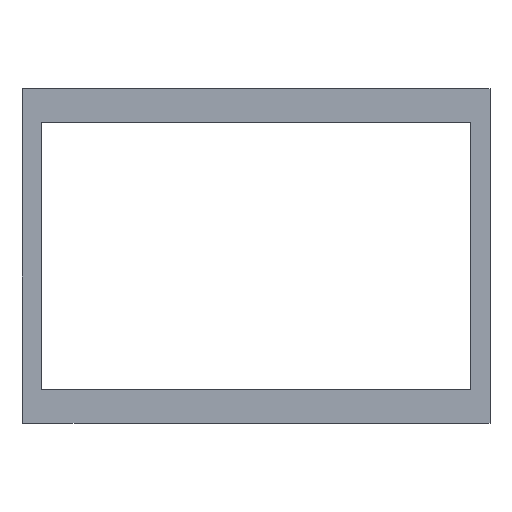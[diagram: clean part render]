
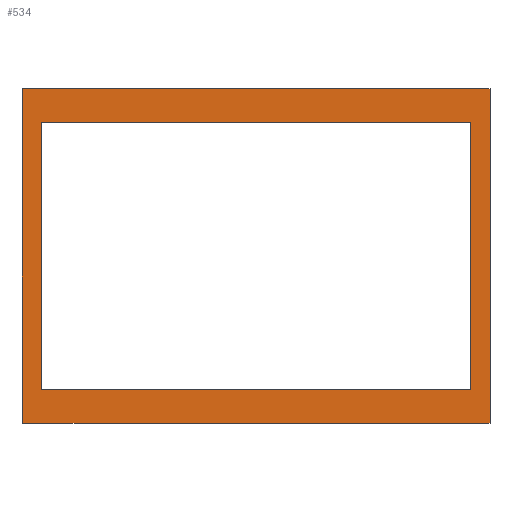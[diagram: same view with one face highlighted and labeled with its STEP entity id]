
A CAD part, top view. The second image highlights one B-rep face of the part: STEP entity #534.
In plain terms, the highlighted planar face has unit normal (0, 0, 1).
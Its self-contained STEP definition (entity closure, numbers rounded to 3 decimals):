
#146=CARTESIAN_POINT('Vertex',(187.5,-61.822,40.)) ;
#149=CARTESIAN_POINT('Line Origine',(-288.5,-61.822,40.)) ;
#153=CARTESIAN_POINT('Vertex',(-764.5,-61.822,40.)) ;
#251=CARTESIAN_POINT('Vertex',(187.5,618.178,40.)) ;
#254=CARTESIAN_POINT('Line Origine',(187.5,278.178,40.)) ;
#322=CARTESIAN_POINT('Line Origine',(-724.5,278.178,40.)) ;
#326=CARTESIAN_POINT('Vertex',(-724.5,550.178,40.)) ;
#328=CARTESIAN_POINT('Vertex',(-724.5,6.178,40.)) ;
#357=CARTESIAN_POINT('Vertex',(147.5,550.178,40.)) ;
#360=CARTESIAN_POINT('Line Origine',(-288.5,550.178,40.)) ;
#424=CARTESIAN_POINT('Line Origine',(147.5,278.178,40.)) ;
#428=CARTESIAN_POINT('Vertex',(147.5,6.178,40.)) ;
#488=CARTESIAN_POINT('Vertex',(-764.5,618.178,40.)) ;
#491=CARTESIAN_POINT('Line Origine',(-288.5,618.178,40.)) ;
#507=CARTESIAN_POINT('Axis2P3D Location',(0.,0.,40.)) ;
#512=CARTESIAN_POINT('Line Origine',(-764.5,278.178,40.)) ;
#523=CARTESIAN_POINT('Line Origine',(-288.5,6.178,40.)) ;
#150=DIRECTION('Vector Direction',(-1.,0.,0.)) ;
#255=DIRECTION('Vector Direction',(0.,1.,0.)) ;
#323=DIRECTION('Vector Direction',(0.,-1.,0.)) ;
#361=DIRECTION('Vector Direction',(1.,0.,0.)) ;
#425=DIRECTION('Vector Direction',(0.,1.,0.)) ;
#492=DIRECTION('Vector Direction',(1.,0.,0.)) ;
#508=DIRECTION('Axis2P3D Direction',(0.,0.,1.)) ;
#509=DIRECTION('Axis2P3D XDirection',(1.,0.,0.)) ;
#513=DIRECTION('Vector Direction',(0.,-1.,0.)) ;
#524=DIRECTION('Vector Direction',(-1.,0.,0.)) ;
#510=AXIS2_PLACEMENT_3D('Plane Axis2P3D',#507,#508,#509) ;
#518=ORIENTED_EDGE('',*,*,#516,.T.) ;
#519=ORIENTED_EDGE('',*,*,#155,.T.) ;
#520=ORIENTED_EDGE('',*,*,#258,.T.) ;
#521=ORIENTED_EDGE('',*,*,#495,.T.) ;
#529=ORIENTED_EDGE('',*,*,#364,.F.) ;
#530=ORIENTED_EDGE('',*,*,#430,.F.) ;
#531=ORIENTED_EDGE('',*,*,#527,.F.) ;
#532=ORIENTED_EDGE('',*,*,#330,.F.) ;
#533=FACE_BOUND('',#528,.T.) ;
#151=VECTOR('Line Direction',#150,1.) ;
#256=VECTOR('Line Direction',#255,1.) ;
#324=VECTOR('Line Direction',#323,1.) ;
#362=VECTOR('Line Direction',#361,1.) ;
#426=VECTOR('Line Direction',#425,1.) ;
#493=VECTOR('Line Direction',#492,1.) ;
#514=VECTOR('Line Direction',#513,1.) ;
#525=VECTOR('Line Direction',#524,1.) ;
#534=ADVANCED_FACE('Corps principal',(#522,#533),#511,.T.) ;
#155=EDGE_CURVE('',#154,#147,#152,.F.) ;
#258=EDGE_CURVE('',#147,#252,#257,.T.) ;
#330=EDGE_CURVE('',#327,#329,#325,.T.) ;
#364=EDGE_CURVE('',#358,#327,#363,.F.) ;
#430=EDGE_CURVE('',#429,#358,#427,.T.) ;
#495=EDGE_CURVE('',#252,#489,#494,.F.) ;
#516=EDGE_CURVE('',#489,#154,#515,.T.) ;
#527=EDGE_CURVE('',#329,#429,#526,.F.) ;
#517=EDGE_LOOP('',(#518,#519,#520,#521)) ;
#528=EDGE_LOOP('',(#529,#530,#531,#532)) ;
#522=FACE_OUTER_BOUND('',#517,.T.) ;
#152=LINE('Line',#149,#151) ;
#257=LINE('Line',#254,#256) ;
#325=LINE('Line',#322,#324) ;
#363=LINE('Line',#360,#362) ;
#427=LINE('Line',#424,#426) ;
#494=LINE('Line',#491,#493) ;
#515=LINE('Line',#512,#514) ;
#526=LINE('Line',#523,#525) ;
#511=PLANE('',#510) ;
#147=VERTEX_POINT('',#146) ;
#154=VERTEX_POINT('',#153) ;
#252=VERTEX_POINT('',#251) ;
#327=VERTEX_POINT('',#326) ;
#329=VERTEX_POINT('',#328) ;
#358=VERTEX_POINT('',#357) ;
#429=VERTEX_POINT('',#428) ;
#489=VERTEX_POINT('',#488) ;
